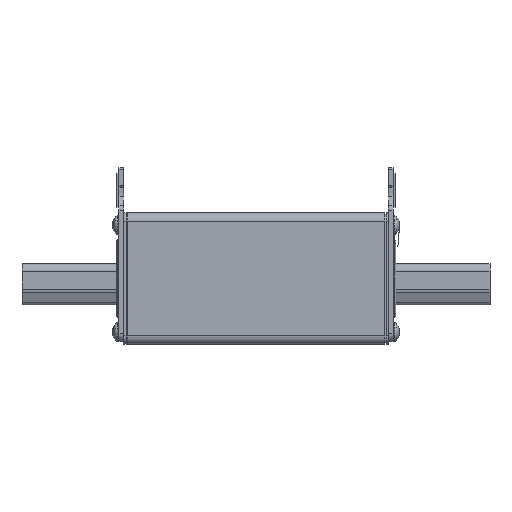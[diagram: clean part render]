
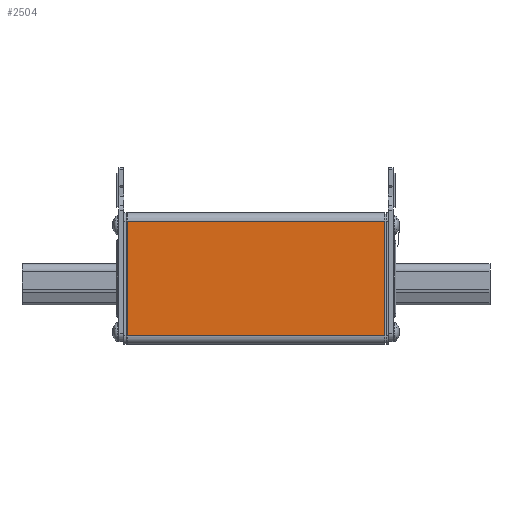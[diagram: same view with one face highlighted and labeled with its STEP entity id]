
A CAD part, top view. The second image highlights one B-rep face of the part: STEP entity #2504.
In plain terms, the highlighted planar face has unit normal (0, 0, 1).
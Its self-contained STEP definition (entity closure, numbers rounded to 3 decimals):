
#552=DIRECTION('',(-1.,0.,0.));
#553=VECTOR('',#552,94.);
#554=CARTESIAN_POINT('',(47.,21.,14.5));
#555=LINE('',#554,#553);
#574=DIRECTION('',(0.,1.,0.));
#575=VECTOR('',#574,42.);
#576=CARTESIAN_POINT('',(47.,-21.,14.5));
#577=LINE('',#576,#575);
#581=DIRECTION('',(0.,-1.,0.));
#582=VECTOR('',#581,42.);
#583=CARTESIAN_POINT('',(-47.,21.,14.5));
#584=LINE('',#583,#582);
#625=DIRECTION('',(1.,0.,0.));
#626=VECTOR('',#625,94.);
#627=CARTESIAN_POINT('',(-47.,-21.,14.5));
#628=LINE('',#627,#626);
#1931=CARTESIAN_POINT('',(47.,21.,14.5));
#1933=VERTEX_POINT('',#1931);
#1959=CARTESIAN_POINT('',(47.,-21.,14.5));
#1960=VERTEX_POINT('',#1959);
#1963=CARTESIAN_POINT('',(-47.,-21.,14.5));
#1965=VERTEX_POINT('',#1963);
#1991=CARTESIAN_POINT('',(-47.,21.,14.5));
#1992=VERTEX_POINT('',#1991);
#2490=CARTESIAN_POINT('',(0.,0.,14.5));
#2491=DIRECTION('',(0.,0.,1.));
#2492=DIRECTION('',(1.,0.,0.));
#2493=AXIS2_PLACEMENT_3D('',#2490,#2491,#2492);
#2494=PLANE('',#2493);
#2496=ORIENTED_EDGE('',*,*,#2495,.F.);
#2498=ORIENTED_EDGE('',*,*,#2497,.F.);
#2500=ORIENTED_EDGE('',*,*,#2499,.F.);
#2501=ORIENTED_EDGE('',*,*,#2474,.F.);
#2502=EDGE_LOOP('',(#2496,#2498,#2500,#2501));
#2503=FACE_OUTER_BOUND('',#2502,.F.);
#2474=EDGE_CURVE('',#1933,#1992,#555,.T.);
#2495=EDGE_CURVE('',#1960,#1933,#577,.T.);
#2497=EDGE_CURVE('',#1965,#1960,#628,.T.);
#2499=EDGE_CURVE('',#1992,#1965,#584,.T.);
#2504=ADVANCED_FACE('',(#2503),#2494,.T.);
